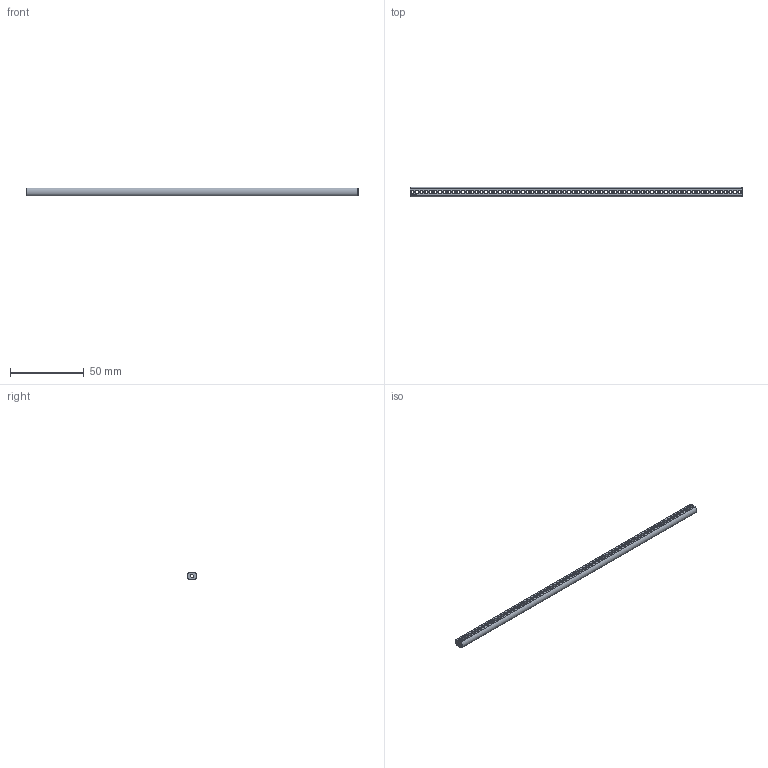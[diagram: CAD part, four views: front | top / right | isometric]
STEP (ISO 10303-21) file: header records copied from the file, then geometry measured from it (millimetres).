
FILE_DESCRIPTION(('FreeCAD Model'),'2;1');
FILE_NAME('Open CASCADE Shape Model','2024-06-18T15:30:05',(''),(''), 'Open CASCADE STEP processor 7.6','FreeCAD','Unknown');
FILE_SCHEMA(('AUTOMOTIVE_DESIGN { 1 0 10303 214 1 1 1 1 }'));
Length unit declared in the file: millimetre
Products named in the file (1): Shaft IDX BU18.00 - SPN-SFT-0192 (stemfie.org)
Bounding box: 225 x 6.6 x 5 mm (x, y, z)
Volume: 5135.4 mm3; surface area: 6467.2 mm2
Topology: 1 solids, 1 shells, 839 faces, 2569 edges, 1614 vertices
Faces by surface type: plane 314, cylinder 219, extrusion 158, cone 148
Full cylindrical faces by diameter (mm): 2 x217
Entity records: 29503 total; most frequent: CARTESIAN_POINT 5971, ORIENTED_EDGE 5138, DIRECTION 4665, EDGE_CURVE 2569, VERTEX_POINT 1614, AXIS2_PLACEMENT_3D 1572, VECTOR 1521, LINE 1363
